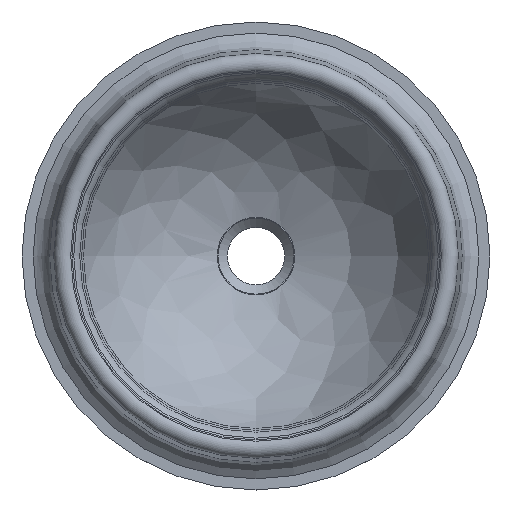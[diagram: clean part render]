
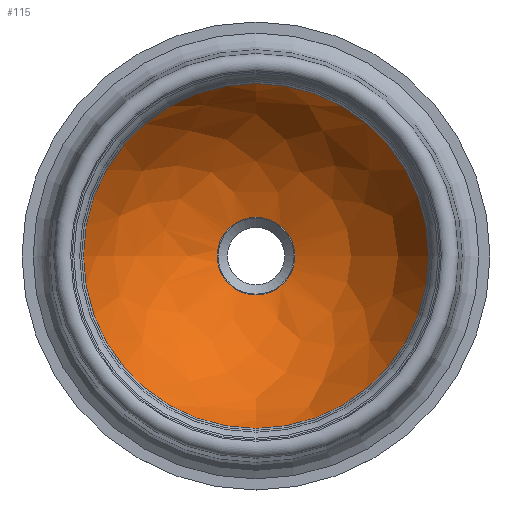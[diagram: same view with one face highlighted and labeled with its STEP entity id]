
A CAD part, top view. The second image highlights one B-rep face of the part: STEP entity #115.
In plain terms, the highlighted free-form (B-spline) face has degree [3, 3] with [4, 7] control points.
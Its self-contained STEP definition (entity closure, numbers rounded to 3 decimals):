
#112=(
BOUNDED_SURFACE()
B_SPLINE_SURFACE(3,3,((#408,#409,#410,#411,#412,#413,#414),(#415,#416,#417,
#418,#419,#420,#421),(#422,#423,#424,#425,#426,#427,#428),(#429,#430,#431,
#432,#433,#434,#435)),.UNSPECIFIED.,.F.,.T.,.F.)
B_SPLINE_SURFACE_WITH_KNOTS((4,4),(1,3,3,3,1),(0.,1.),(-0.5,0.,0.5,1.,1.5),
.UNSPECIFIED.)
GEOMETRIC_REPRESENTATION_ITEM()
RATIONAL_B_SPLINE_SURFACE(((1.,0.333,0.333,1.,0.333,
0.333,1.),(0.921,0.307,0.307,
0.921,0.307,0.307,0.921),
(0.921,0.307,0.307,0.921,
0.307,0.307,0.921),(1.,0.333,
0.333,1.,0.333,0.333,1.)))
REPRESENTATION_ITEM('')
SURFACE()
);
#115=ADVANCED_FACE('',(#141,#142),#112,.T.);
#141=FACE_BOUND('',#171,.T.);
#142=FACE_BOUND('',#172,.T.);
#171=EDGE_LOOP('',(#207));
#172=EDGE_LOOP('',(#208));
#207=ORIENTED_EDGE('',*,*,#261,.F.);
#208=ORIENTED_EDGE('',*,*,#259,.T.);
#241=VERTEX_POINT('',#402);
#243=VERTEX_POINT('',#407);
#259=EDGE_CURVE('',#241,#241,#277,.T.);
#261=EDGE_CURVE('',#243,#243,#279,.T.);
#277=CIRCLE('',#296,138.409);
#279=CIRCLE('',#299,31.162);
#296=AXIS2_PLACEMENT_3D('',#401,#332,#333);
#299=AXIS2_PLACEMENT_3D('',#406,#338,#339);
#332=DIRECTION('',(0.,0.,1.));
#333=DIRECTION('',(-1.,0.,0.));
#338=DIRECTION('',(0.,0.,1.));
#339=DIRECTION('',(-1.,0.,0.));
#401=CARTESIAN_POINT('',(210.,210.,-17.431));
#402=CARTESIAN_POINT('',(71.591,210.,-17.431));
#406=CARTESIAN_POINT('',(210.,210.,-110.1));
#407=CARTESIAN_POINT('',(178.838,210.,-110.1));
#408=CARTESIAN_POINT('',(178.838,210.,-110.1));
#409=CARTESIAN_POINT('',(178.838,147.677,-110.1));
#410=CARTESIAN_POINT('',(241.162,147.677,-110.1));
#411=CARTESIAN_POINT('',(241.162,210.,-110.1));
#412=CARTESIAN_POINT('',(241.162,272.323,-110.1));
#413=CARTESIAN_POINT('',(178.838,272.323,-110.1));
#414=CARTESIAN_POINT('',(178.838,210.,-110.1));
#415=CARTESIAN_POINT('',(128.802,210.,-98.837));
#416=CARTESIAN_POINT('',(128.802,47.604,-98.837));
#417=CARTESIAN_POINT('',(291.198,47.604,-98.837));
#418=CARTESIAN_POINT('',(291.198,210.,-98.837));
#419=CARTESIAN_POINT('',(291.198,372.396,-98.837));
#420=CARTESIAN_POINT('',(128.802,372.396,-98.837));
#421=CARTESIAN_POINT('',(128.802,210.,-98.837));
#422=CARTESIAN_POINT('',(89.994,210.,-65.304));
#423=CARTESIAN_POINT('',(89.994,-30.012,-65.304));
#424=CARTESIAN_POINT('',(330.006,-30.012,-65.304));
#425=CARTESIAN_POINT('',(330.006,210.,-65.304));
#426=CARTESIAN_POINT('',(330.006,450.012,-65.304));
#427=CARTESIAN_POINT('',(89.994,450.012,-65.304));
#428=CARTESIAN_POINT('',(89.994,210.,-65.304));
#429=CARTESIAN_POINT('',(71.591,210.,-17.431));
#430=CARTESIAN_POINT('',(71.591,-66.818,-17.431));
#431=CARTESIAN_POINT('',(348.409,-66.818,-17.431));
#432=CARTESIAN_POINT('',(348.409,210.,-17.431));
#433=CARTESIAN_POINT('',(348.409,486.818,-17.431));
#434=CARTESIAN_POINT('',(71.591,486.818,-17.431));
#435=CARTESIAN_POINT('',(71.591,210.,-17.431));
